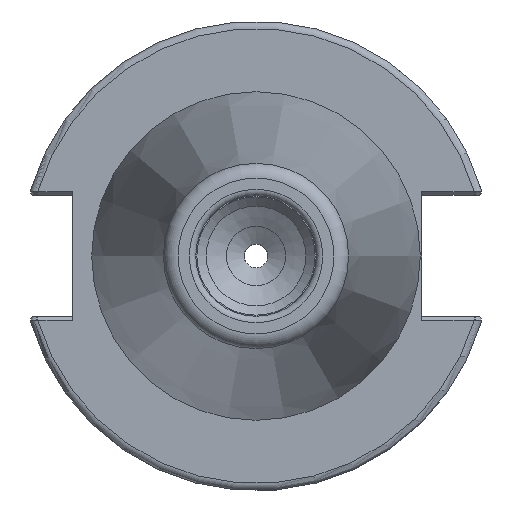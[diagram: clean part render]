
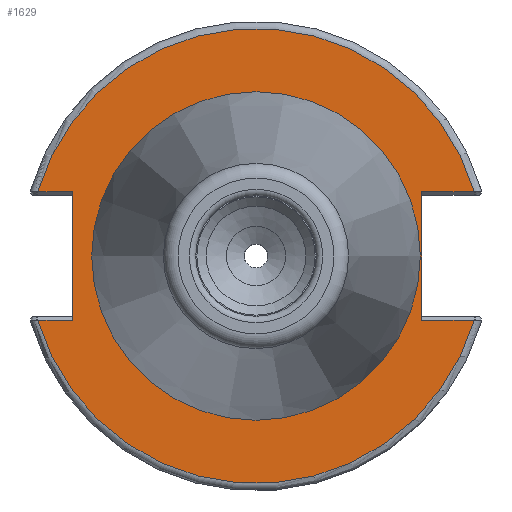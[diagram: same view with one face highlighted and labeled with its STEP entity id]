
A CAD part, left-side view. The second image highlights one B-rep face of the part: STEP entity #1629.
In plain terms, the highlighted planar face has unit normal (-1, 0, 0).
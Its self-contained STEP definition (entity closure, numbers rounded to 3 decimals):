
#63=FACE_BOUND('',#482,.T.);
#71=PLANE('',#1773);
#119=LINE('',#2658,#221);
#121=LINE('',#2726,#223);
#122=LINE('',#2728,#224);
#123=LINE('',#2732,#225);
#124=LINE('',#2734,#226);
#125=LINE('',#2735,#227);
#221=VECTOR('',#2001,10.);
#223=VECTOR('',#2019,10.);
#224=VECTOR('',#2020,10.);
#225=VECTOR('',#2023,10.);
#226=VECTOR('',#2024,10.);
#227=VECTOR('',#2025,10.);
#389=FACE_OUTER_BOUND('',#481,.T.);
#481=EDGE_LOOP('',(#1212,#1213,#1214,#1215,#1216,#1217,#1218,#1219));
#482=EDGE_LOOP('',(#1220,#1221));
#589=CIRCLE('',#1772,30.775);
#590=CIRCLE('',#1774,30.775);
#591=CIRCLE('',#1775,22.225);
#592=CIRCLE('',#1776,22.225);
#693=VERTEX_POINT('',#2651);
#696=VERTEX_POINT('',#2656);
#702=VERTEX_POINT('',#2704);
#704=VERTEX_POINT('',#2725);
#705=VERTEX_POINT('',#2727);
#706=VERTEX_POINT('',#2729);
#707=VERTEX_POINT('',#2731);
#708=VERTEX_POINT('',#2733);
#709=VERTEX_POINT('',#2736);
#710=VERTEX_POINT('',#2737);
#884=EDGE_CURVE('',#696,#693,#119,.T.);
#894=EDGE_CURVE('',#693,#702,#589,.T.);
#897=EDGE_CURVE('',#696,#704,#121,.T.);
#898=EDGE_CURVE('',#705,#704,#122,.T.);
#899=EDGE_CURVE('',#706,#705,#590,.T.);
#900=EDGE_CURVE('',#707,#706,#123,.T.);
#901=EDGE_CURVE('',#707,#708,#124,.T.);
#902=EDGE_CURVE('',#702,#708,#125,.T.);
#903=EDGE_CURVE('',#709,#710,#591,.T.);
#904=EDGE_CURVE('',#710,#709,#592,.T.);
#1212=ORIENTED_EDGE('',*,*,#884,.F.);
#1213=ORIENTED_EDGE('',*,*,#897,.T.);
#1214=ORIENTED_EDGE('',*,*,#898,.F.);
#1215=ORIENTED_EDGE('',*,*,#899,.F.);
#1216=ORIENTED_EDGE('',*,*,#900,.F.);
#1217=ORIENTED_EDGE('',*,*,#901,.T.);
#1218=ORIENTED_EDGE('',*,*,#902,.F.);
#1219=ORIENTED_EDGE('',*,*,#894,.F.);
#1220=ORIENTED_EDGE('',*,*,#903,.T.);
#1221=ORIENTED_EDGE('',*,*,#904,.T.);
#1629=ADVANCED_FACE('',(#389,#63),#71,.T.);
#1772=AXIS2_PLACEMENT_3D('',#2705,#2015,#2016);
#1773=AXIS2_PLACEMENT_3D('',#2724,#2017,#2018);
#1774=AXIS2_PLACEMENT_3D('',#2730,#2021,#2022);
#1775=AXIS2_PLACEMENT_3D('',#2738,#2026,#2027);
#1776=AXIS2_PLACEMENT_3D('',#2739,#2028,#2029);
#2001=DIRECTION('',(0.,-1.,0.));
#2015=DIRECTION('center_axis',(1.,0.,0.));
#2016=DIRECTION('ref_axis',(0.,0.,-1.));
#2017=DIRECTION('center_axis',(-1.,0.,0.));
#2018=DIRECTION('ref_axis',(0.,0.,1.));
#2019=DIRECTION('',(0.,0.,1.));
#2020=DIRECTION('',(0.,1.,0.));
#2021=DIRECTION('center_axis',(1.,0.,0.));
#2022=DIRECTION('ref_axis',(0.,0.,-1.));
#2023=DIRECTION('',(0.,1.,0.));
#2024=DIRECTION('',(0.,0.,-1.));
#2025=DIRECTION('',(0.,-1.,0.));
#2026=DIRECTION('center_axis',(1.,0.,0.));
#2027=DIRECTION('ref_axis',(0.,0.,-1.));
#2028=DIRECTION('center_axis',(1.,0.,0.));
#2029=DIRECTION('ref_axis',(0.,0.,-1.));
#2651=CARTESIAN_POINT('',(3.175,-29.523,-8.69));
#2656=CARTESIAN_POINT('',(3.175,-22.41,-8.69));
#2658=CARTESIAN_POINT('',(3.175,-4.878,-8.69));
#2704=CARTESIAN_POINT('',(3.175,29.523,-8.69));
#2705=CARTESIAN_POINT('Origin',(3.175,0.,
0.));
#2724=CARTESIAN_POINT('Origin',(3.175,30.775,0.));
#2725=CARTESIAN_POINT('',(3.175,-22.41,8.69));
#2726=CARTESIAN_POINT('',(3.175,-22.41,-4.095));
#2727=CARTESIAN_POINT('',(3.175,-29.523,8.69));
#2728=CARTESIAN_POINT('',(3.175,4.182,8.69));
#2729=CARTESIAN_POINT('',(3.175,29.523,8.69));
#2730=CARTESIAN_POINT('Origin',(3.175,0.,
0.));
#2731=CARTESIAN_POINT('',(3.175,24.8,8.69));
#2732=CARTESIAN_POINT('',(3.175,32.958,8.69));
#2733=CARTESIAN_POINT('',(3.175,24.8,-8.69));
#2734=CARTESIAN_POINT('',(3.175,24.8,4.095));
#2735=CARTESIAN_POINT('',(3.175,27.788,-8.69));
#2736=CARTESIAN_POINT('',(3.175,22.225,0.));
#2737=CARTESIAN_POINT('',(3.175,-22.225,0.));
#2738=CARTESIAN_POINT('Origin',(3.175,0.,
0.));
#2739=CARTESIAN_POINT('Origin',(3.175,0.,
0.));
